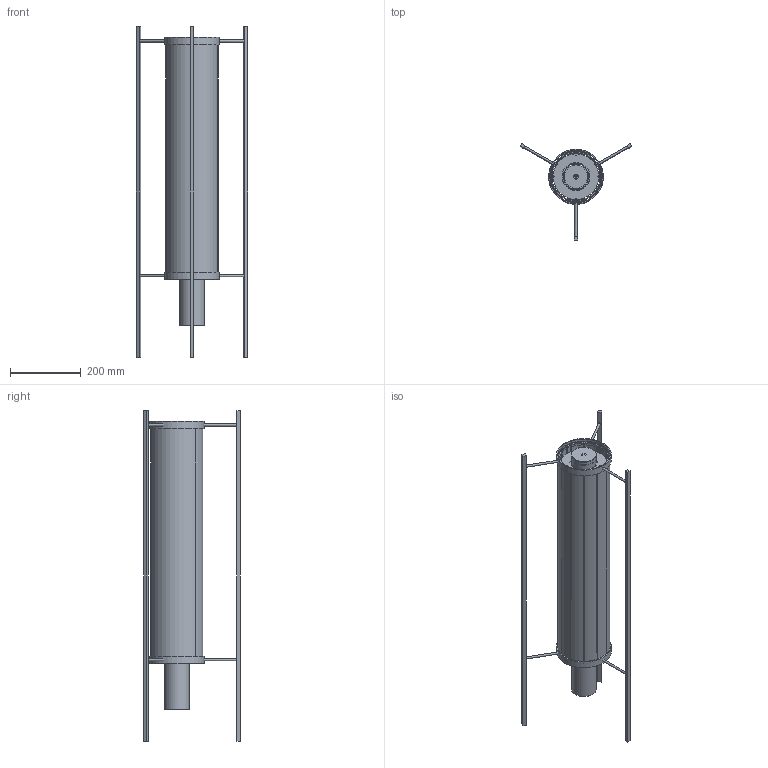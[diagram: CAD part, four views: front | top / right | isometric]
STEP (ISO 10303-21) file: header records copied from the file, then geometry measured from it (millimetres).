
FILE_DESCRIPTION(/* description */ (''),/* implementation_level */ '2;1');
FILE_NAME(/* name */ 'K46 - SHORT - Kho Liang Ie v3.step',/* time_stamp */ '2022-05-05T11:12:16+02:00',/* author */ (''),/* organization */ (''),/* preprocessor_version */ 'ST-DEVELOPER v18.1',/* originating_system */ 'Autodesk Translation Framework v10.14.0.1471',/* authorisation */ '');
FILE_SCHEMA (('AUTOMOTIVE_DESIGN { 1 0 10303 214 3 1 1 }'));
Length unit declared in the file: millimetre
Products named in the file (1): K46 - SHORT - Kho Liang Ie
Bounding box: 316.77 x 274.33 x 935 mm (x, y, z)
Volume: 1523094 mm3; surface area: 1134577.4 mm2
Topology: 45 solids, 45 shells, 175 faces, 266 edges, 179 vertices
Faces by surface type: plane 94, cylinder 73, torus 8
Full cylindrical faces by diameter (mm): 3 x20, 4 x9, 6 x12, 10 x1, 14 x2, 30 x1, 40 x3, 44 x2, 66 x7, 70 x2, 71 x1, 129 x1, 147 x1, 148 x1, 149 x2, 155 x2
Entity records: 4206 total; most frequent: CARTESIAN_POINT 828, DIRECTION 751, ORIENTED_EDGE 532, AXIS2_PLACEMENT_3D 324, EDGE_CURVE 266, EDGE_LOOP 219, VERTEX_POINT 179, FACE_OUTER_BOUND 175
